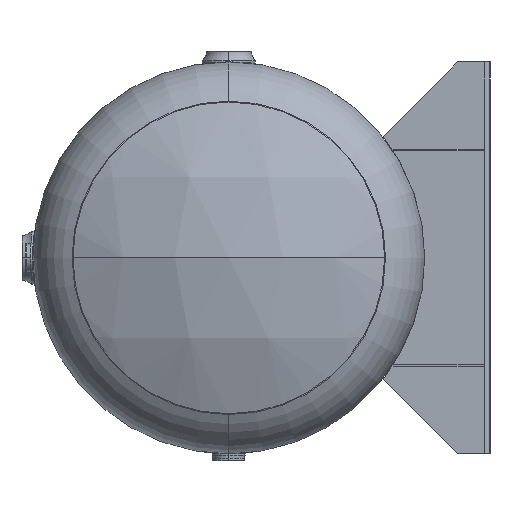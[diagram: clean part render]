
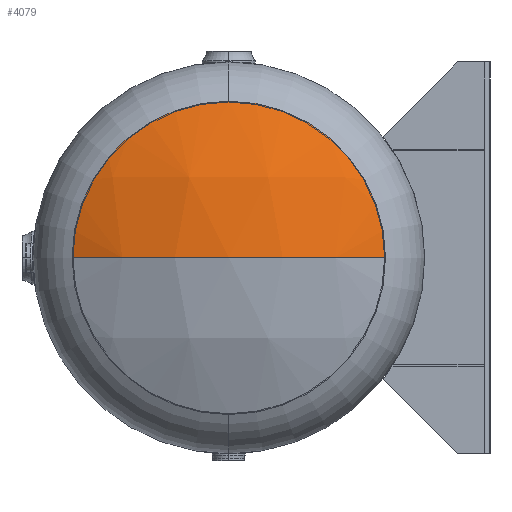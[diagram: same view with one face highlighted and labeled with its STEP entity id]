
A CAD part, left-side view. The second image highlights one B-rep face of the part: STEP entity #4079.
In plain terms, the highlighted spherical face has radius 822.96 mm.
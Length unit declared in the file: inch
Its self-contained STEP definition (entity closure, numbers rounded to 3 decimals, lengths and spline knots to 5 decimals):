
#60 = VERTEX_POINT ( 'NONE', #3266 ) ;
#641 = CIRCLE ( 'NONE', #12641, 32.4 ) ;
#862 = CARTESIAN_POINT ( 'NONE',  ( 0., -20.56775, 0. ) ) ;
#1240 = CIRCLE ( 'NONE', #3231, 32.4 ) ;
#2393 = EDGE_CURVE ( 'NONE', #60, #14564, #13985, .T. ) ;
#3231 = AXIS2_PLACEMENT_3D ( 'NONE', #8633, #8538, #7200 ) ;
#3265 = CARTESIAN_POINT ( 'NONE',  ( 0., 11.83225, 0. ) ) ;
#3266 = CARTESIAN_POINT ( 'NONE',  ( -14.4, 8.45638, 0. ) ) ;
#4079 = ADVANCED_FACE ( 'NONE', ( #6484 ), #7925, .T. ) ;
#4730 = VERTEX_POINT ( 'NONE', #3265 ) ;
#4780 = CARTESIAN_POINT ( 'NONE',  ( 0., 8.45638, -14.4 ) ) ;
#4815 = ORIENTED_EDGE ( 'NONE', *, *, #2393, .F. ) ;
#5473 = AXIS2_PLACEMENT_3D ( 'NONE', #6290, #13197, #17495 ) ;
#6126 = ORIENTED_EDGE ( 'NONE', *, *, #12291, .F. ) ;
#6290 = CARTESIAN_POINT ( 'NONE',  ( 0., 8.45638, 0. ) ) ;
#6484 = FACE_OUTER_BOUND ( 'NONE', #16397, .T. ) ;
#7200 = DIRECTION ( 'NONE',  ( 1., 0., 0. ) ) ;
#7783 = CARTESIAN_POINT ( 'NONE',  ( 14.4, 8.45638, 0. ) ) ;
#7925 = SPHERICAL_SURFACE ( 'NONE', #16267, 32.4 ) ;
#8193 = DIRECTION ( 'NONE',  ( 0., -1., 0. ) ) ;
#8538 = DIRECTION ( 'NONE',  ( 0., 0., 1. ) ) ;
#8633 = CARTESIAN_POINT ( 'NONE',  ( 0., -20.56775, 0. ) ) ;
#10390 = CARTESIAN_POINT ( 'NONE',  ( 0., -20.56775, 0. ) ) ;
#10883 = DIRECTION ( 'NONE',  ( 0., 0., -1. ) ) ;
#11297 = ORIENTED_EDGE ( 'NONE', *, *, #13834, .F. ) ;
#12136 = DIRECTION ( 'NONE',  ( 1., 0., 0. ) ) ;
#12291 = EDGE_CURVE ( 'NONE', #4730, #60, #1240, .T. ) ;
#12641 = AXIS2_PLACEMENT_3D ( 'NONE', #10390, #13176, #13357 ) ;
#12987 = AXIS2_PLACEMENT_3D ( 'NONE', #16258, #8193, #10883 ) ;
#13176 = DIRECTION ( 'NONE',  ( 0., 0., -1. ) ) ;
#13197 = DIRECTION ( 'NONE',  ( 0., -1., 0. ) ) ;
#13357 = DIRECTION ( 'NONE',  ( -1., 0., 0. ) ) ;
#13483 = DIRECTION ( 'NONE',  ( 0., 0., 1. ) ) ;
#13834 = EDGE_CURVE ( 'NONE', #14564, #17476, #15542, .T. ) ;
#13985 = CIRCLE ( 'NONE', #5473, 14.4 ) ;
#14564 = VERTEX_POINT ( 'NONE', #4780 ) ;
#15542 = CIRCLE ( 'NONE', #12987, 14.4 ) ;
#15674 = EDGE_CURVE ( 'NONE', #4730, #17476, #641, .T. ) ;
#16258 = CARTESIAN_POINT ( 'NONE',  ( 0., 8.45638, 0. ) ) ;
#16267 = AXIS2_PLACEMENT_3D ( 'NONE', #862, #13483, #12136 ) ;
#16397 = EDGE_LOOP ( 'NONE', ( #6126, #16826, #11297, #4815 ) ) ;
#16826 = ORIENTED_EDGE ( 'NONE', *, *, #15674, .T. ) ;
#17476 = VERTEX_POINT ( 'NONE', #7783 ) ;
#17495 = DIRECTION ( 'NONE',  ( 0., 0., -1. ) ) ;
